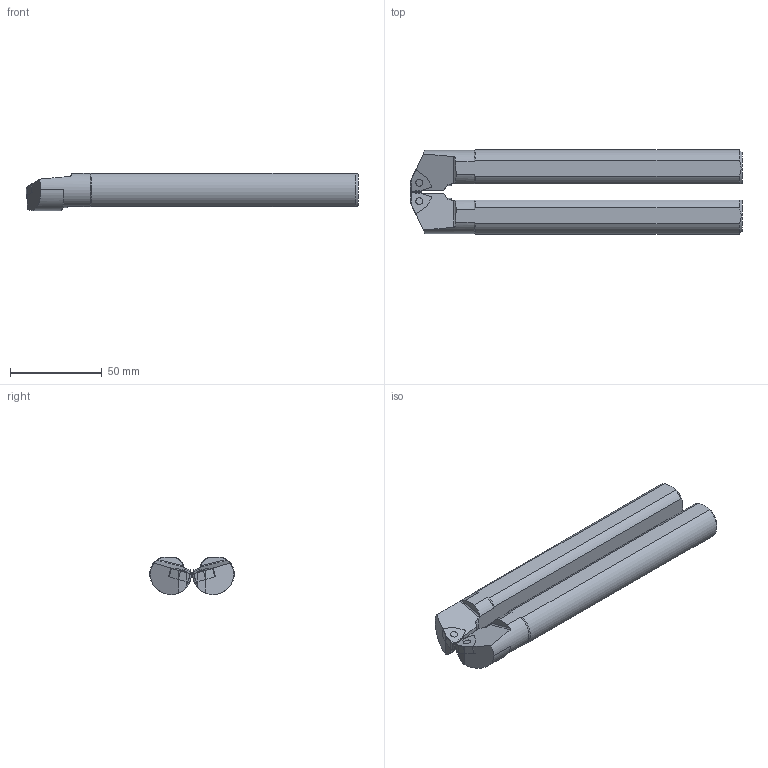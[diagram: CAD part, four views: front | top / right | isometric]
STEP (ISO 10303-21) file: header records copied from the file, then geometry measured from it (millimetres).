
FILE_DESCRIPTION(/* description */ (''),/* implementation_level */ '2;1');
FILE_NAME(/* name */ 'A20QPWLNL0604_SIM.stp',/* time_stamp */ '2022-11-24T10:15:18+01:00',/* author */ (''),/* organization */ (''),/* preprocessor_version */ 'ST-DEVELOPER v18.102',/* originating_system */ 'SIEMENS PLM Software NX 2027',/* authorisation */ '');
FILE_SCHEMA (('AUTOMOTIVE_DESIGN { 1 0 10303 214 3 1 1 1 }'));
Length unit declared in the file: millimetre
Products named in the file (1): model1
Bounding box: 180.62 x 45.95 x 20.2 mm (x, y, z)
Volume: 102679.3 mm3; surface area: 23750.2 mm2
Topology: 4 solids, 4 shells, 80 faces, 214 edges, 142 vertices
Faces by surface type: plane 38, cylinder 24, cone 14, torus 4
Full cylindrical faces by diameter (mm): 3.81 x2
Entity records: 2725 total; most frequent: CARTESIAN_POINT 688, ORIENTED_EDGE 424, DIRECTION 406, EDGE_CURVE 212, AXIS2_PLACEMENT_3D 155, VERTEX_POINT 142, LINE 96, VECTOR 96
